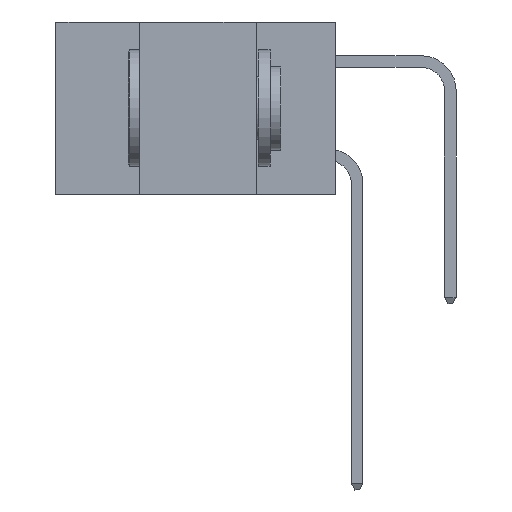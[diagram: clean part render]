
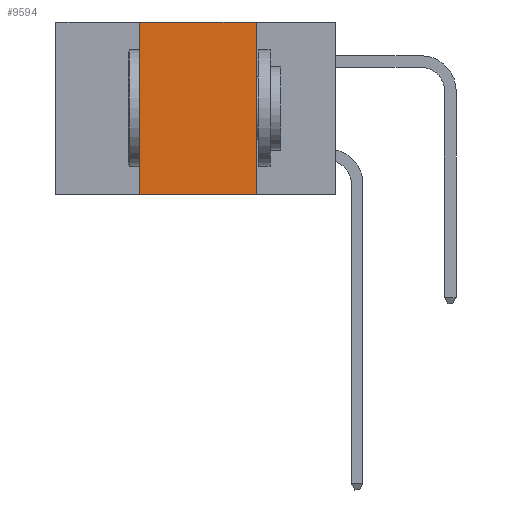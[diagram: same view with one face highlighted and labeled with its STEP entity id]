
A CAD part, left-side view. The second image highlights one B-rep face of the part: STEP entity #9594.
In plain terms, the highlighted planar face has unit normal (-1, 0, 0).
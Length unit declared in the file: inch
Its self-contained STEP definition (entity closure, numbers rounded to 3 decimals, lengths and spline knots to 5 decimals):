
#106 = DIRECTION ( 'NONE',  ( 1., 0., 0. ) ) ;
#1046 = CARTESIAN_POINT ( 'NONE',  ( 0., 0.17, 0. ) ) ;
#1977 = CARTESIAN_POINT ( 'NONE',  ( 0., 0.6, 0. ) ) ;
#2375 = VERTEX_POINT ( 'NONE', #1046 ) ;
#4129 = CARTESIAN_POINT ( 'NONE',  ( 0., 0.6, -0.37 ) ) ;
#4179 = ORIENTED_EDGE ( 'NONE', *, *, #9304, .F. ) ;
#5088 = CARTESIAN_POINT ( 'NONE',  ( 0., 0.6, 0. ) ) ;
#5405 = ORIENTED_EDGE ( 'NONE', *, *, #17503, .F. ) ;
#7048 = DIRECTION ( 'NONE',  ( 0., 0., -1. ) ) ;
#8334 = CARTESIAN_POINT ( 'NONE',  ( 0., 0.42, -0.37 ) ) ;
#9138 = VERTEX_POINT ( 'NONE', #23874 ) ;
#9304 = EDGE_CURVE ( 'NONE', #2375, #9138, #17327, .T. ) ;
#9412 = VECTOR ( 'NONE', #17730, 39.37008 ) ;
#9594 = ADVANCED_FACE ( 'NONE', ( #11669 ), #23196, .F. ) ;
#10290 = CARTESIAN_POINT ( 'NONE',  ( 0., 0.42, 0. ) ) ;
#11280 = ORIENTED_EDGE ( 'NONE', *, *, #17995, .T. ) ;
#11669 = FACE_OUTER_BOUND ( 'NONE', #14823, .T. ) ;
#12260 = VECTOR ( 'NONE', #7048, 39.37008 ) ;
#13790 = DIRECTION ( 'NONE',  ( 0., 0., -1. ) ) ;
#14065 = LINE ( 'NONE', #5088, #19134 ) ;
#14823 = EDGE_LOOP ( 'NONE', ( #4179, #19653, #5405, #11280 ) ) ;
#14833 = LINE ( 'NONE', #20163, #19297 ) ;
#16062 = VERTEX_POINT ( 'NONE', #10290 ) ;
#16757 = DIRECTION ( 'NONE',  ( 0., -1., 0. ) ) ;
#17327 = LINE ( 'NONE', #18634, #12260 ) ;
#17503 = EDGE_CURVE ( 'NONE', #24319, #16062, #14833, .T. ) ;
#17730 = DIRECTION ( 'NONE',  ( 0., -1., 0. ) ) ;
#17995 = EDGE_CURVE ( 'NONE', #24319, #9138, #19013, .T. ) ;
#18634 = CARTESIAN_POINT ( 'NONE',  ( 0., 0.17, 0. ) ) ;
#19013 = LINE ( 'NONE', #4129, #9412 ) ;
#19134 = VECTOR ( 'NONE', #16757, 39.37008 ) ;
#19297 = VECTOR ( 'NONE', #22074, 39.37008 ) ;
#19653 = ORIENTED_EDGE ( 'NONE', *, *, #23272, .F. ) ;
#20163 = CARTESIAN_POINT ( 'NONE',  ( 0., 0.42, 0. ) ) ;
#21507 = AXIS2_PLACEMENT_3D ( 'NONE', #1977, #106, #13790 ) ;
#22074 = DIRECTION ( 'NONE',  ( 0., 0., 1. ) ) ;
#23196 = PLANE ( 'NONE',  #21507 ) ;
#23272 = EDGE_CURVE ( 'NONE', #16062, #2375, #14065, .T. ) ;
#23874 = CARTESIAN_POINT ( 'NONE',  ( 0., 0.17, -0.37 ) ) ;
#24319 = VERTEX_POINT ( 'NONE', #8334 ) ;
